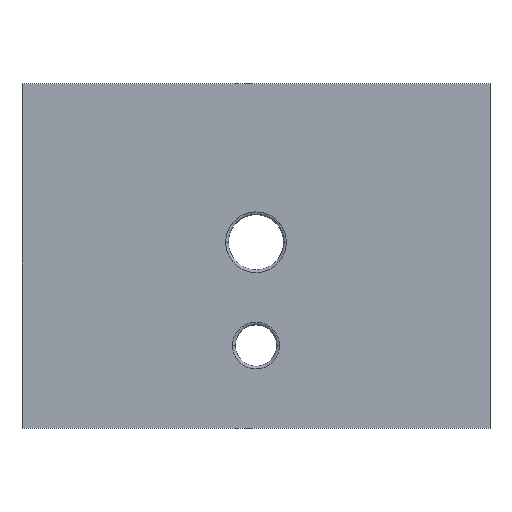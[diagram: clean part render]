
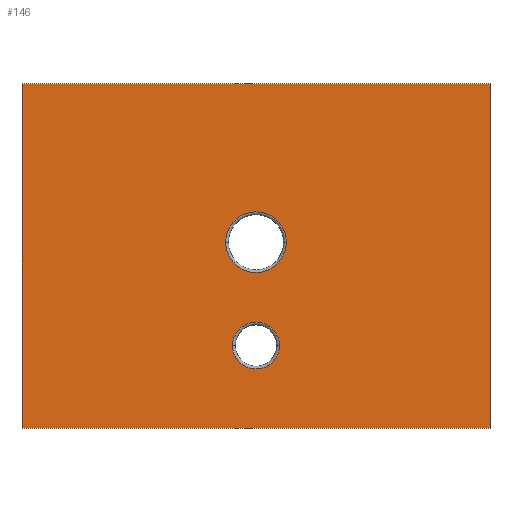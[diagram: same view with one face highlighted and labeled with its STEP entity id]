
A CAD part, top view. The second image highlights one B-rep face of the part: STEP entity #146.
In plain terms, the highlighted planar face has unit normal (0, 0, 1).
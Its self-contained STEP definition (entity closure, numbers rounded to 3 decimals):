
#33 = EDGE_CURVE ( 'NONE', #287, #73, #559, .T. ) ;
#39 = DIRECTION ( 'NONE',  ( 1., 0., 0. ) ) ;
#41 = FACE_OUTER_BOUND ( 'NONE', #385, .T. ) ;
#42 = DIRECTION ( 'NONE',  ( 1., 0., 0. ) ) ;
#48 = CARTESIAN_POINT ( 'NONE',  ( 0., -32.5, 4.8 ) ) ;
#53 = CIRCLE ( 'NONE', #105, 11. ) ;
#71 = VERTEX_POINT ( 'NONE', #538 ) ;
#73 = VERTEX_POINT ( 'NONE', #496 ) ;
#85 = CIRCLE ( 'NONE', #103, 11. ) ;
#94 = CARTESIAN_POINT ( 'NONE',  ( 0., 5., 4.8 ) ) ;
#103 = AXIS2_PLACEMENT_3D ( 'NONE', #109, #475, #378 ) ;
#105 = AXIS2_PLACEMENT_3D ( 'NONE', #94, #226, #39 ) ;
#109 = CARTESIAN_POINT ( 'NONE',  ( 0., 5., 4.8 ) ) ;
#112 = VERTEX_POINT ( 'NONE', #585 ) ;
#142 = FACE_BOUND ( 'NONE', #291, .T. ) ;
#146 = ADVANCED_FACE ( 'NONE', ( #180, #142, #41 ), #457, .T. ) ;
#163 = ORIENTED_EDGE ( 'NONE', *, *, #206, .T. ) ;
#180 = FACE_BOUND ( 'NONE', #436, .T. ) ;
#191 = AXIS2_PLACEMENT_3D ( 'NONE', #48, #505, #42 ) ;
#194 = LINE ( 'NONE', #430, #427 ) ;
#204 = CARTESIAN_POINT ( 'NONE',  ( -84.9, -62.5, 4.8 ) ) ;
#205 = ORIENTED_EDGE ( 'NONE', *, *, #33, .T. ) ;
#206 = EDGE_CURVE ( 'NONE', #353, #217, #546, .T. ) ;
#213 = AXIS2_PLACEMENT_3D ( 'NONE', #258, #348, #443 ) ;
#217 = VERTEX_POINT ( 'NONE', #318 ) ;
#222 = VECTOR ( 'NONE', #551, 1000. ) ;
#226 = DIRECTION ( 'NONE',  ( 0., 0., -1. ) ) ;
#227 = DIRECTION ( 'NONE',  ( 0., 0., 1. ) ) ;
#258 = CARTESIAN_POINT ( 'NONE',  ( 0., -32.5, 4.8 ) ) ;
#287 = VERTEX_POINT ( 'NONE', #334 ) ;
#291 = EDGE_LOOP ( 'NONE', ( #539, #474 ) ) ;
#296 = AXIS2_PLACEMENT_3D ( 'NONE', #366, #227, #460 ) ;
#301 = LINE ( 'NONE', #354, #536 ) ;
#318 = CARTESIAN_POINT ( 'NONE',  ( 84.9, -62.5, 4.8 ) ) ;
#319 = CARTESIAN_POINT ( 'NONE',  ( 84.9, 62.5, 4.8 ) ) ;
#334 = CARTESIAN_POINT ( 'NONE',  ( 8.5, -32.5, 4.8 ) ) ;
#336 = EDGE_CURVE ( 'NONE', #112, #71, #85, .T. ) ;
#348 = DIRECTION ( 'NONE',  ( 0., 0., -1. ) ) ;
#353 = VERTEX_POINT ( 'NONE', #204 ) ;
#354 = CARTESIAN_POINT ( 'NONE',  ( -84.9, 62.5, 4.8 ) ) ;
#366 = CARTESIAN_POINT ( 'NONE',  ( 0., 0., 4.8 ) ) ;
#372 = EDGE_CURVE ( 'NONE', #217, #586, #194, .T. ) ;
#373 = LINE ( 'NONE', #562, #222 ) ;
#377 = ORIENTED_EDGE ( 'NONE', *, *, #444, .T. ) ;
#378 = DIRECTION ( 'NONE',  ( 1., 0., 0. ) ) ;
#385 = EDGE_LOOP ( 'NONE', ( #571, #480, #377, #163 ) ) ;
#386 = DIRECTION ( 'NONE',  ( 0., 1., 0. ) ) ;
#393 = EDGE_CURVE ( 'NONE', #586, #498, #373, .T. ) ;
#412 = CARTESIAN_POINT ( 'NONE',  ( -84.9, -62.5, 4.8 ) ) ;
#427 = VECTOR ( 'NONE', #386, 1000. ) ;
#430 = CARTESIAN_POINT ( 'NONE',  ( 84.9, 62.5, 4.8 ) ) ;
#436 = EDGE_LOOP ( 'NONE', ( #205, #576 ) ) ;
#442 = DIRECTION ( 'NONE',  ( 0., -1., 0. ) ) ;
#443 = DIRECTION ( 'NONE',  ( 1., 0., 0. ) ) ;
#444 = EDGE_CURVE ( 'NONE', #498, #353, #301, .T. ) ;
#448 = VECTOR ( 'NONE', #508, 1000. ) ;
#457 = PLANE ( 'NONE',  #296 ) ;
#460 = DIRECTION ( 'NONE',  ( 1., 0., 0. ) ) ;
#474 = ORIENTED_EDGE ( 'NONE', *, *, #336, .T. ) ;
#475 = DIRECTION ( 'NONE',  ( 0., 0., -1. ) ) ;
#480 = ORIENTED_EDGE ( 'NONE', *, *, #393, .T. ) ;
#496 = CARTESIAN_POINT ( 'NONE',  ( -8.5, -32.5, 4.8 ) ) ;
#498 = VERTEX_POINT ( 'NONE', #582 ) ;
#505 = DIRECTION ( 'NONE',  ( 0., 0., -1. ) ) ;
#508 = DIRECTION ( 'NONE',  ( 1., 0., 0. ) ) ;
#536 = VECTOR ( 'NONE', #442, 1000. ) ;
#538 = CARTESIAN_POINT ( 'NONE',  ( 11., 5., 4.8 ) ) ;
#539 = ORIENTED_EDGE ( 'NONE', *, *, #574, .T. ) ;
#546 = LINE ( 'NONE', #412, #448 ) ;
#551 = DIRECTION ( 'NONE',  ( -1., 0., 0. ) ) ;
#559 = CIRCLE ( 'NONE', #213, 8.5 ) ;
#562 = CARTESIAN_POINT ( 'NONE',  ( -84.9, 62.5, 4.8 ) ) ;
#571 = ORIENTED_EDGE ( 'NONE', *, *, #372, .T. ) ;
#574 = EDGE_CURVE ( 'NONE', #71, #112, #53, .T. ) ;
#576 = ORIENTED_EDGE ( 'NONE', *, *, #593, .T. ) ;
#582 = CARTESIAN_POINT ( 'NONE',  ( -84.9, 62.5, 4.8 ) ) ;
#585 = CARTESIAN_POINT ( 'NONE',  ( -11., 5., 4.8 ) ) ;
#586 = VERTEX_POINT ( 'NONE', #319 ) ;
#591 = CIRCLE ( 'NONE', #191, 8.5 ) ;
#593 = EDGE_CURVE ( 'NONE', #73, #287, #591, .T. ) ;
